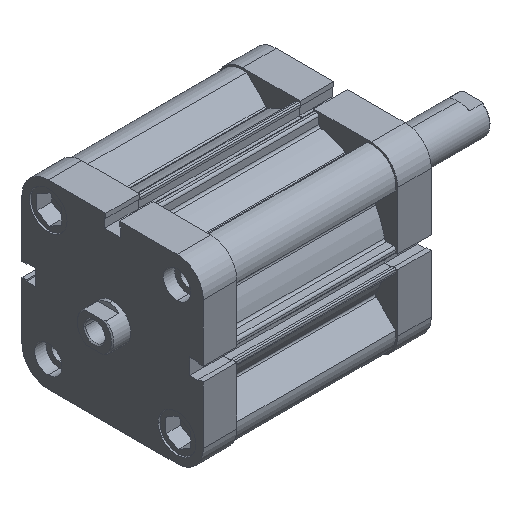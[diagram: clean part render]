
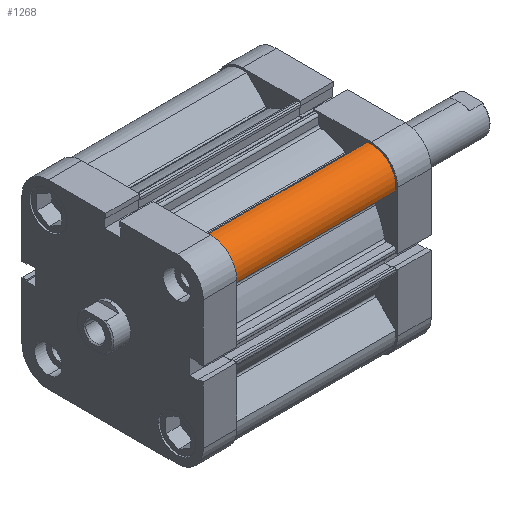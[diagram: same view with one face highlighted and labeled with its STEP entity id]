
A CAD part, isometric view. The second image highlights one B-rep face of the part: STEP entity #1268.
In plain terms, the highlighted cylindrical face has radius 10.75 mm (diameter 21.5 mm), a partial arc.
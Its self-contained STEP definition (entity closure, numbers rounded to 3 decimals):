
#28 = DIRECTION ( 'NONE',  ( -1., 0., 0. ) ) ;
#38 = CARTESIAN_POINT ( 'NONE',  ( 28.25, -28.25, 0. ) ) ;
#41 = DIRECTION ( 'NONE',  ( 0., 0., -1. ) ) ;
#49 = DIRECTION ( 'NONE',  ( 0., 0., 1. ) ) ;
#177 = CARTESIAN_POINT ( 'NONE',  ( 26.479, -38.853, 70.5 ) ) ;
#252 = DIRECTION ( 'NONE',  ( 0., 0., -1. ) ) ;
#310 = EDGE_CURVE ( 'NONE', #963, #968, #1891, .T. ) ;
#358 = EDGE_CURVE ( 'NONE', #7695, #968, #3574, .T. ) ;
#365 = EDGE_CURVE ( 'NONE', #7696, #963, #2025, .T. ) ;
#442 = AXIS2_PLACEMENT_3D ( 'NONE', #38, #49, #28 ) ;
#612 = AXIS2_PLACEMENT_3D ( 'NONE', #5342, #5334, #5337 ) ;
#795 = AXIS2_PLACEMENT_3D ( 'NONE', #6333, #6342, #6343 ) ;
#963 = VERTEX_POINT ( 'NONE', #4679 ) ;
#968 = VERTEX_POINT ( 'NONE', #4684 ) ;
#1268 = ADVANCED_FACE ( 'NONE', ( #3911 ), #3908, .T. ) ;
#1748 = EDGE_LOOP ( 'NONE', ( #2540, #2541, #2542, #2543 ) ) ;
#1891 = CIRCLE ( 'NONE', #442, 10.75 ) ;
#2023 = VECTOR ( 'NONE', #41, 1000. ) ;
#2025 = LINE ( 'NONE', #177, #2023 ) ;
#2248 = EDGE_CURVE ( 'NONE', #7696, #7695, #4379, .T. ) ;
#2540 = ORIENTED_EDGE ( 'NONE', *, *, #310, .T. ) ;
#2541 = ORIENTED_EDGE ( 'NONE', *, *, #358, .F. ) ;
#2542 = ORIENTED_EDGE ( 'NONE', *, *, #2248, .F. ) ;
#2543 = ORIENTED_EDGE ( 'NONE', *, *, #365, .T. ) ;
#3574 = LINE ( 'NONE', #7771, #3582 ) ;
#3582 = VECTOR ( 'NONE', #252, 1000. ) ;
#3908 = CYLINDRICAL_SURFACE ( 'NONE', #612, 10.75 ) ;
#3911 = FACE_OUTER_BOUND ( 'NONE', #1748, .T. ) ;
#4379 = CIRCLE ( 'NONE', #795, 10.75 ) ;
#4679 = CARTESIAN_POINT ( 'NONE',  ( 26.479, -38.853, 0. ) ) ;
#4684 = CARTESIAN_POINT ( 'NONE',  ( 38.853, -26.479, 0. ) ) ;
#5334 = DIRECTION ( 'NONE',  ( 0., 0., -1. ) ) ;
#5337 = DIRECTION ( 'NONE',  ( -1., 0., 0. ) ) ;
#5342 = CARTESIAN_POINT ( 'NONE',  ( 28.25, -28.25, 70.5 ) ) ;
#6333 = CARTESIAN_POINT ( 'NONE',  ( 28.25, -28.25, 70.5 ) ) ;
#6342 = DIRECTION ( 'NONE',  ( 0., 0., 1. ) ) ;
#6343 = DIRECTION ( 'NONE',  ( -1., 0., 0. ) ) ;
#7088 = CARTESIAN_POINT ( 'NONE',  ( 38.853, -26.479, 70.5 ) ) ;
#7089 = CARTESIAN_POINT ( 'NONE',  ( 26.479, -38.853, 70.5 ) ) ;
#7695 = VERTEX_POINT ( 'NONE', #7088 ) ;
#7696 = VERTEX_POINT ( 'NONE', #7089 ) ;
#7771 = CARTESIAN_POINT ( 'NONE',  ( 38.853, -26.479, 70.5 ) ) ;
